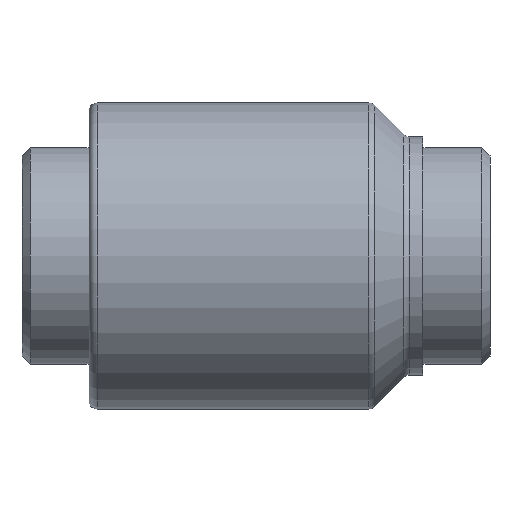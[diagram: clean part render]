
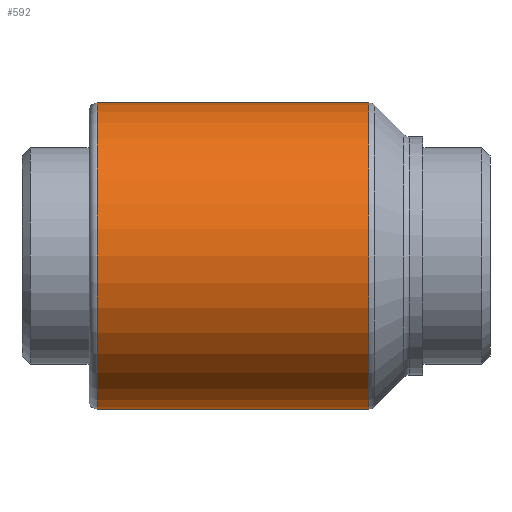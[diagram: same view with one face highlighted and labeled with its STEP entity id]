
A CAD part, front view. The second image highlights one B-rep face of the part: STEP entity #592.
In plain terms, the highlighted cylindrical face has radius 53 mm (diameter 106 mm), a full revolution.
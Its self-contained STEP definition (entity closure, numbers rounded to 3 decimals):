
#93=B_SPLINE_CURVE_WITH_KNOTS('',3,(#963,#964,#965,#966,#967,#968,#969,
#970,#971,#972,#973,#974,#975,#976,#977,#978,#979,#980,#981,#982,#983,#984,
#985,#986,#987,#988,#989,#990,#991,#992,#993,#994,#995,#996,#997,#998,#999,
#1000,#1001,#1002,#1003,#1004,#1005,#1006,#1007,#1008,#1009,#1010,#1011,
#1012,#1013,#1014,#1015,#1016,#1017,#1018,#1019,#1020,#1021,#1022,#1023,
#1024,#1025,#1026,#1027,#1028),.UNSPECIFIED.,.T.,.F.,(4,2,2,2,2,2,2,2,2,
2,2,2,2,2,2,2,2,2,2,2,2,2,2,2,2,2,2,2,2,2,2,2,4),(0.,0.667,1.335,
2.002,2.669,3.33,3.992,4.653,
5.314,5.976,6.637,7.298,7.959,
8.627,9.294,9.961,10.628,11.296,
11.963,12.63,13.298,13.959,14.62,
15.281,15.943,16.604,17.265,17.927,
18.588,19.255,19.922,20.59,21.257),
 .UNSPECIFIED.);
#95=CYLINDRICAL_SURFACE('',#645,53.);
#121=FACE_BOUND('',#194,.T.);
#122=FACE_BOUND('',#195,.T.);
#143=FACE_OUTER_BOUND('',#193,.T.);
#193=EDGE_LOOP('',(#437));
#194=EDGE_LOOP('',(#438));
#195=EDGE_LOOP('',(#439));
#257=CIRCLE('',#644,53.);
#258=CIRCLE('',#646,53.);
#303=VERTEX_POINT('',#957);
#304=VERTEX_POINT('',#960);
#305=VERTEX_POINT('',#962);
#356=EDGE_CURVE('',#303,#303,#257,.T.);
#357=EDGE_CURVE('',#304,#304,#258,.T.);
#358=EDGE_CURVE('',#305,#305,#93,.T.);
#437=ORIENTED_EDGE('',*,*,#357,.F.);
#438=ORIENTED_EDGE('',*,*,#358,.T.);
#439=ORIENTED_EDGE('',*,*,#356,.F.);
#592=ADVANCED_FACE('',(#143,#121,#122),#95,.T.);
#644=AXIS2_PLACEMENT_3D('',#958,#746,#747);
#645=AXIS2_PLACEMENT_3D('',#959,#748,#749);
#646=AXIS2_PLACEMENT_3D('',#961,#750,#751);
#746=DIRECTION('center_axis',(1.,0.,0.));
#747=DIRECTION('ref_axis',(0.,-1.,0.));
#748=DIRECTION('center_axis',(1.,0.,0.));
#749=DIRECTION('ref_axis',(0.,1.,0.));
#750=DIRECTION('center_axis',(-1.,0.,0.));
#751=DIRECTION('ref_axis',(0.,-1.,0.));
#957=CARTESIAN_POINT('',(39.077,53.,0.));
#958=CARTESIAN_POINT('Origin',(39.077,0.,0.));
#959=CARTESIAN_POINT('Origin',(-8.775,0.,0.));
#960=CARTESIAN_POINT('',(-54.967,53.,0.));
#961=CARTESIAN_POINT('Origin',(-54.967,0.,0.));
#962=CARTESIAN_POINT('',(0.,40.662,-33.994));
#963=CARTESIAN_POINT('Ctrl Pts',(0.,40.662,
-33.994));
#964=CARTESIAN_POINT('Ctrl Pts',(2.224,40.662,-33.994));
#965=CARTESIAN_POINT('Ctrl Pts',(4.489,40.851,-33.772));
#966=CARTESIAN_POINT('Ctrl Pts',(8.936,41.575,-32.876));
#967=CARTESIAN_POINT('Ctrl Pts',(11.119,42.109,-32.203));
#968=CARTESIAN_POINT('Ctrl Pts',(15.272,43.391,-30.453));
#969=CARTESIAN_POINT('Ctrl Pts',(17.246,44.138,-29.377));
#970=CARTESIAN_POINT('Ctrl Pts',(20.888,45.684,-26.909));
#971=CARTESIAN_POINT('Ctrl Pts',(22.557,46.483,-25.517));
#972=CARTESIAN_POINT('Ctrl Pts',(25.504,47.982,-22.571));
#973=CARTESIAN_POINT('Ctrl Pts',(26.893,48.741,-20.909));
#974=CARTESIAN_POINT('Ctrl Pts',(29.366,50.147,-17.265));
#975=CARTESIAN_POINT('Ctrl Pts',(30.449,50.795,-15.282));
#976=CARTESIAN_POINT('Ctrl Pts',(32.206,51.867,-11.11));
#977=CARTESIAN_POINT('Ctrl Pts',(32.882,52.293,-8.916));
#978=CARTESIAN_POINT('Ctrl Pts',(33.776,52.859,-4.463));
#979=CARTESIAN_POINT('Ctrl Pts',(33.994,53.,-2.204));
#980=CARTESIAN_POINT('Ctrl Pts',(33.994,53.,2.204));
#981=CARTESIAN_POINT('Ctrl Pts',(33.776,52.859,4.463));
#982=CARTESIAN_POINT('Ctrl Pts',(32.882,52.293,8.916));
#983=CARTESIAN_POINT('Ctrl Pts',(32.206,51.867,11.11));
#984=CARTESIAN_POINT('Ctrl Pts',(30.449,50.795,15.282));
#985=CARTESIAN_POINT('Ctrl Pts',(29.366,50.147,17.265));
#986=CARTESIAN_POINT('Ctrl Pts',(26.893,48.741,20.909));
#987=CARTESIAN_POINT('Ctrl Pts',(25.504,47.982,22.571));
#988=CARTESIAN_POINT('Ctrl Pts',(22.557,46.483,25.517));
#989=CARTESIAN_POINT('Ctrl Pts',(20.888,45.684,26.909));
#990=CARTESIAN_POINT('Ctrl Pts',(17.246,44.138,29.377));
#991=CARTESIAN_POINT('Ctrl Pts',(15.272,43.391,30.453));
#992=CARTESIAN_POINT('Ctrl Pts',(11.119,42.109,32.203));
#993=CARTESIAN_POINT('Ctrl Pts',(8.936,41.575,32.876));
#994=CARTESIAN_POINT('Ctrl Pts',(4.489,40.851,33.772));
#995=CARTESIAN_POINT('Ctrl Pts',(2.224,40.662,33.994));
#996=CARTESIAN_POINT('Ctrl Pts',(-2.224,40.662,33.994));
#997=CARTESIAN_POINT('Ctrl Pts',(-4.489,40.851,33.772));
#998=CARTESIAN_POINT('Ctrl Pts',(-8.936,41.575,32.876));
#999=CARTESIAN_POINT('Ctrl Pts',(-11.119,42.109,32.203));
#1000=CARTESIAN_POINT('Ctrl Pts',(-15.272,43.391,30.453));
#1001=CARTESIAN_POINT('Ctrl Pts',(-17.246,44.138,29.377));
#1002=CARTESIAN_POINT('Ctrl Pts',(-20.888,45.684,26.909));
#1003=CARTESIAN_POINT('Ctrl Pts',(-22.557,46.483,25.517));
#1004=CARTESIAN_POINT('Ctrl Pts',(-25.504,47.982,22.571));
#1005=CARTESIAN_POINT('Ctrl Pts',(-26.893,48.741,20.909));
#1006=CARTESIAN_POINT('Ctrl Pts',(-29.366,50.147,17.265));
#1007=CARTESIAN_POINT('Ctrl Pts',(-30.449,50.795,15.282));
#1008=CARTESIAN_POINT('Ctrl Pts',(-32.206,51.867,11.11));
#1009=CARTESIAN_POINT('Ctrl Pts',(-32.882,52.293,8.916));
#1010=CARTESIAN_POINT('Ctrl Pts',(-33.776,52.859,4.463));
#1011=CARTESIAN_POINT('Ctrl Pts',(-33.994,53.,2.204));
#1012=CARTESIAN_POINT('Ctrl Pts',(-33.994,53.,-2.204));
#1013=CARTESIAN_POINT('Ctrl Pts',(-33.776,52.859,-4.463));
#1014=CARTESIAN_POINT('Ctrl Pts',(-32.882,52.293,-8.916));
#1015=CARTESIAN_POINT('Ctrl Pts',(-32.206,51.867,-11.11));
#1016=CARTESIAN_POINT('Ctrl Pts',(-30.449,50.795,-15.282));
#1017=CARTESIAN_POINT('Ctrl Pts',(-29.366,50.147,-17.265));
#1018=CARTESIAN_POINT('Ctrl Pts',(-26.893,48.741,-20.909));
#1019=CARTESIAN_POINT('Ctrl Pts',(-25.504,47.982,-22.571));
#1020=CARTESIAN_POINT('Ctrl Pts',(-22.557,46.483,-25.517));
#1021=CARTESIAN_POINT('Ctrl Pts',(-20.888,45.684,-26.909));
#1022=CARTESIAN_POINT('Ctrl Pts',(-17.246,44.138,-29.377));
#1023=CARTESIAN_POINT('Ctrl Pts',(-15.272,43.391,-30.453));
#1024=CARTESIAN_POINT('Ctrl Pts',(-11.119,42.109,-32.203));
#1025=CARTESIAN_POINT('Ctrl Pts',(-8.936,41.575,-32.876));
#1026=CARTESIAN_POINT('Ctrl Pts',(-4.489,40.851,-33.772));
#1027=CARTESIAN_POINT('Ctrl Pts',(-2.224,40.662,-33.994));
#1028=CARTESIAN_POINT('Ctrl Pts',(0.,40.662,
-33.994));
